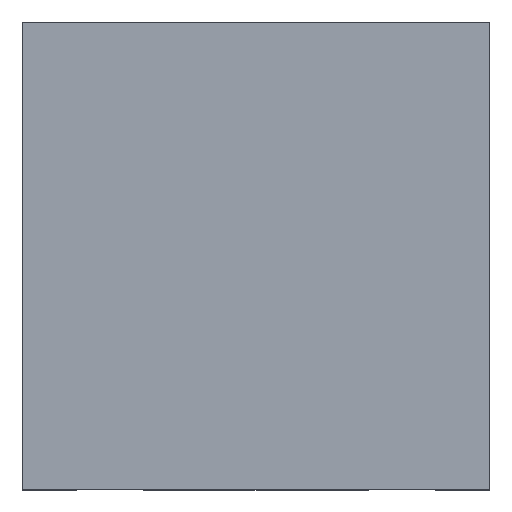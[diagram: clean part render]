
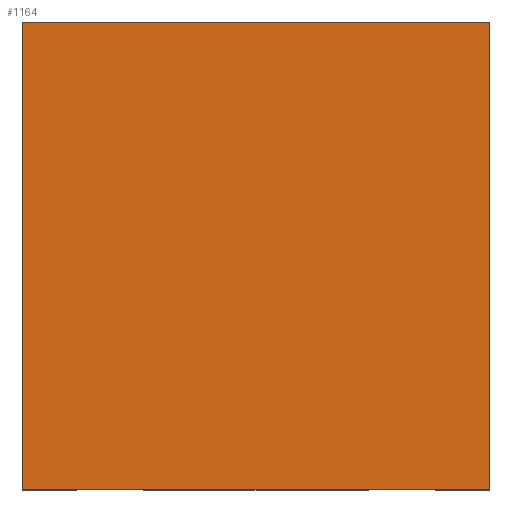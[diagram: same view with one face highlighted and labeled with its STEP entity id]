
A CAD part, top view. The second image highlights one B-rep face of the part: STEP entity #1164.
In plain terms, the highlighted planar face has unit normal (0, 0, 1).
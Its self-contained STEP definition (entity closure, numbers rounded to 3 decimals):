
#114=FACE_OUTER_BOUND('',#174,.T.);
#174=EDGE_LOOP('',(#1011,#1012,#1013,#1014));
#304=LINE('',#1908,#440);
#306=LINE('',#1912,#442);
#307=LINE('',#1914,#443);
#308=LINE('',#1915,#444);
#440=VECTOR('',#1565,10.);
#442=VECTOR('',#1569,10.);
#443=VECTOR('',#1570,10.);
#444=VECTOR('',#1571,10.);
#559=VERTEX_POINT('',#1905);
#560=VERTEX_POINT('',#1907);
#561=VERTEX_POINT('',#1911);
#562=VERTEX_POINT('',#1913);
#720=EDGE_CURVE('',#560,#559,#304,.T.);
#722=EDGE_CURVE('',#559,#561,#306,.T.);
#723=EDGE_CURVE('',#561,#562,#307,.T.);
#724=EDGE_CURVE('',#562,#560,#308,.T.);
#1011=ORIENTED_EDGE('',*,*,#720,.T.);
#1012=ORIENTED_EDGE('',*,*,#722,.T.);
#1013=ORIENTED_EDGE('',*,*,#723,.T.);
#1014=ORIENTED_EDGE('',*,*,#724,.T.);
#1105=PLANE('',#1269);
#1164=ADVANCED_FACE('',(#114),#1105,.T.);
#1269=AXIS2_PLACEMENT_3D('',#1910,#1567,#1568);
#1565=DIRECTION('',(-1.,0.,0.));
#1567=DIRECTION('center_axis',(0.,0.,1.));
#1568=DIRECTION('ref_axis',(1.,0.,0.));
#1569=DIRECTION('',(0.,-1.,0.));
#1570=DIRECTION('',(1.,0.,0.));
#1571=DIRECTION('',(0.,1.,0.));
#1905=CARTESIAN_POINT('',(245.,-65.,80.));
#1907=CARTESIAN_POINT('',(325.,-65.,80.));
#1908=CARTESIAN_POINT('',(245.,-65.,80.));
#1910=CARTESIAN_POINT('Origin',(285.,-105.,80.));
#1911=CARTESIAN_POINT('',(245.,-145.,80.));
#1912=CARTESIAN_POINT('',(245.,-145.,80.));
#1913=CARTESIAN_POINT('',(325.,-145.,80.));
#1914=CARTESIAN_POINT('',(325.,-145.,80.));
#1915=CARTESIAN_POINT('',(325.,-65.,80.));
